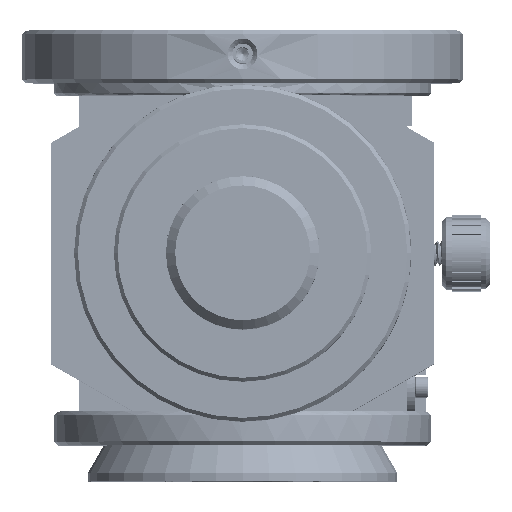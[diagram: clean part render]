
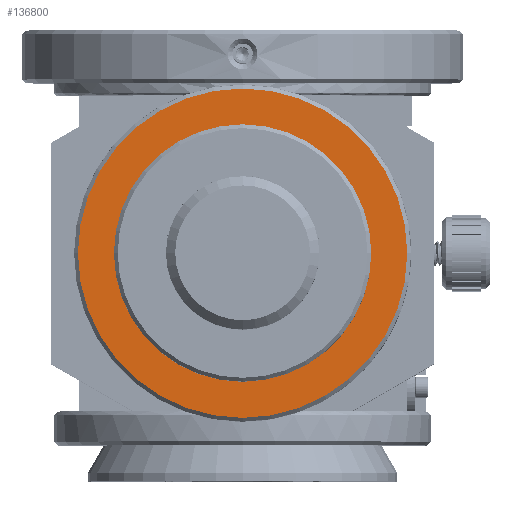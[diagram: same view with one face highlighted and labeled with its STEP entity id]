
A CAD part, top view. The second image highlights one B-rep face of the part: STEP entity #136800.
In plain terms, the highlighted planar face has unit normal (0, 0, 1).
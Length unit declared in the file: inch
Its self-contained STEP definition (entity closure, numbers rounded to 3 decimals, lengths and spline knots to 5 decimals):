
#1951 = DIRECTION ( 'NONE',  ( 0., 0., 1. ) ) ;
#5784 = ORIENTED_EDGE ( 'NONE', *, *, #81694, .F. ) ;
#8631 = FACE_OUTER_BOUND ( 'NONE', #102295, .T. ) ;
#9367 = VERTEX_POINT ( 'NONE', #88720 ) ;
#9586 = DIRECTION ( 'NONE',  ( 0., 0., -1. ) ) ;
#14512 = VERTEX_POINT ( 'NONE', #73579 ) ;
#18476 = CIRCLE ( 'NONE', #82907, 0.84 ) ;
#23817 = ORIENTED_EDGE ( 'NONE', *, *, #120288, .F. ) ;
#35631 = CARTESIAN_POINT ( 'NONE',  ( -1.25, 2.53727, 0.75 ) ) ;
#40029 = FACE_BOUND ( 'NONE', #112844, .T. ) ;
#46277 = PLANE ( 'NONE',  #59291 ) ;
#56859 = DIRECTION ( 'NONE',  ( 0., 0., -1. ) ) ;
#59291 = AXIS2_PLACEMENT_3D ( 'NONE', #35631, #56859, #130805 ) ;
#65195 = CARTESIAN_POINT ( 'NONE',  ( -1.25, 1.031, 0.75 ) ) ;
#72845 = CARTESIAN_POINT ( 'NONE',  ( -1.25, 1.031, 0.75 ) ) ;
#73579 = CARTESIAN_POINT ( 'NONE',  ( -1.25, 1.871, 0.75 ) ) ;
#75820 = DIRECTION ( 'NONE',  ( 0., 1., 0. ) ) ;
#81694 = EDGE_CURVE ( 'NONE', #14512, #14512, #18476, .T. ) ;
#82907 = AXIS2_PLACEMENT_3D ( 'NONE', #65195, #1951, #75820 ) ;
#83446 = DIRECTION ( 'NONE',  ( 0., 1., 0. ) ) ;
#87322 = AXIS2_PLACEMENT_3D ( 'NONE', #72845, #9586, #83446 ) ;
#88720 = CARTESIAN_POINT ( 'NONE',  ( -1.25, 2.106, 0.75 ) ) ;
#102295 = EDGE_LOOP ( 'NONE', ( #23817 ) ) ;
#112844 = EDGE_LOOP ( 'NONE', ( #5784 ) ) ;
#120288 = EDGE_CURVE ( 'NONE', #9367, #9367, #126498, .T. ) ;
#126498 = CIRCLE ( 'NONE', #87322, 1.075 ) ;
#130805 = DIRECTION ( 'NONE',  ( 0., 1., 0. ) ) ;
#136800 = ADVANCED_FACE ( 'NONE', ( #8631, #40029 ), #46277, .F. ) ;
